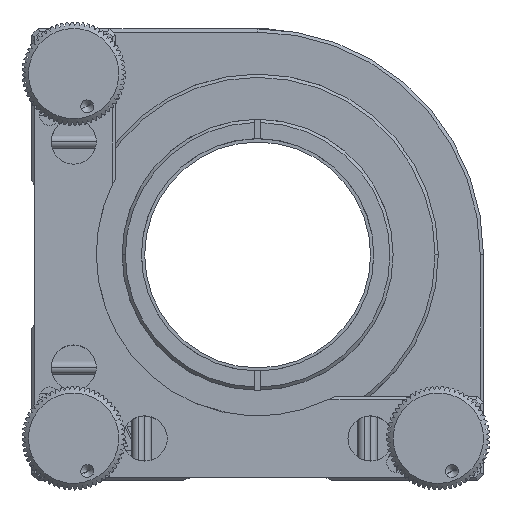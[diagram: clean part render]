
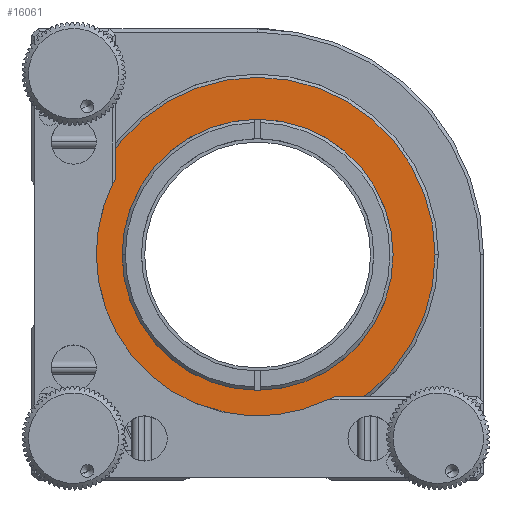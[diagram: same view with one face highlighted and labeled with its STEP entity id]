
A CAD part, top view. The second image highlights one B-rep face of the part: STEP entity #16061.
In plain terms, the highlighted planar face has unit normal (0, 0, 1).
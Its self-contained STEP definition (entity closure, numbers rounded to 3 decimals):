
#1187 = EDGE_CURVE ( 'NONE', #28179, #9287, #7265, .T. ) ;
#2460 = CARTESIAN_POINT ( 'NONE',  ( -10.871, 4.892, 55.7 ) ) ;
#3034 = CIRCLE ( 'NONE', #28551, 27.5 ) ;
#3322 = CARTESIAN_POINT ( 'NONE',  ( -10.871, 32.892, 55.7 ) ) ;
#4538 = DIRECTION ( 'NONE',  ( -1., 0., 0. ) ) ;
#4673 = EDGE_CURVE ( 'NONE', #9287, #28179, #12303, .T. ) ;
#6406 = CARTESIAN_POINT ( 'NONE',  ( -10.871, 4.892, 55.7 ) ) ;
#7265 = CIRCLE ( 'NONE', #15761, 21. ) ;
#7398 = DIRECTION ( 'NONE',  ( 0., 0., 1. ) ) ;
#9287 = VERTEX_POINT ( 'NONE', #12498 ) ;
#9753 = EDGE_LOOP ( 'NONE', ( #21221, #12184 ) ) ;
#11824 = ORIENTED_EDGE ( 'NONE', *, *, #4673, .F. ) ;
#11937 = DIRECTION ( 'NONE',  ( -1., 0., 0. ) ) ;
#12121 = FACE_OUTER_BOUND ( 'NONE', #9753, .T. ) ;
#12184 = ORIENTED_EDGE ( 'NONE', *, *, #14182, .T. ) ;
#12303 = CIRCLE ( 'NONE', #12810, 21. ) ;
#12498 = CARTESIAN_POINT ( 'NONE',  ( 10.129, 4.892, 55.7 ) ) ;
#12810 = AXIS2_PLACEMENT_3D ( 'NONE', #13573, #24066, #24519 ) ;
#13085 = DIRECTION ( 'NONE',  ( 1., 0., 0. ) ) ;
#13284 = VERTEX_POINT ( 'NONE', #26346 ) ;
#13573 = CARTESIAN_POINT ( 'NONE',  ( -10.871, 4.892, 55.7 ) ) ;
#14182 = EDGE_CURVE ( 'NONE', #33945, #13284, #22231, .T. ) ;
#14604 = ORIENTED_EDGE ( 'NONE', *, *, #1187, .F. ) ;
#15761 = AXIS2_PLACEMENT_3D ( 'NONE', #2460, #29391, #13085 ) ;
#16061 = ADVANCED_FACE ( 'NONE', ( #12121, #23425 ), #16523, .F. ) ;
#16523 = PLANE ( 'NONE',  #18264 ) ;
#16698 = EDGE_CURVE ( 'NONE', #13284, #33945, #3034, .T. ) ;
#17728 = CARTESIAN_POINT ( 'NONE',  ( -10.871, 4.892, 55.7 ) ) ;
#18264 = AXIS2_PLACEMENT_3D ( 'NONE', #3322, #18856, #29697 ) ;
#18856 = DIRECTION ( 'NONE',  ( 0., 0., -1. ) ) ;
#21221 = ORIENTED_EDGE ( 'NONE', *, *, #16698, .T. ) ;
#22231 = CIRCLE ( 'NONE', #31871, 27.5 ) ;
#23425 = FACE_BOUND ( 'NONE', #27271, .T. ) ;
#24047 = CARTESIAN_POINT ( 'NONE',  ( 16.629, 4.892, 55.7 ) ) ;
#24066 = DIRECTION ( 'NONE',  ( 0., 0., 1. ) ) ;
#24519 = DIRECTION ( 'NONE',  ( 1., 0., 0. ) ) ;
#24984 = DIRECTION ( 'NONE',  ( 0., 0., 1. ) ) ;
#26346 = CARTESIAN_POINT ( 'NONE',  ( -38.371, 4.892, 55.7 ) ) ;
#27271 = EDGE_LOOP ( 'NONE', ( #11824, #14604 ) ) ;
#27339 = CARTESIAN_POINT ( 'NONE',  ( -31.871, 4.892, 55.7 ) ) ;
#28179 = VERTEX_POINT ( 'NONE', #27339 ) ;
#28551 = AXIS2_PLACEMENT_3D ( 'NONE', #6406, #24984, #11937 ) ;
#29391 = DIRECTION ( 'NONE',  ( 0., 0., 1. ) ) ;
#29697 = DIRECTION ( 'NONE',  ( -1., 0., 0. ) ) ;
#31871 = AXIS2_PLACEMENT_3D ( 'NONE', #17728, #7398, #4538 ) ;
#33945 = VERTEX_POINT ( 'NONE', #24047 ) ;
